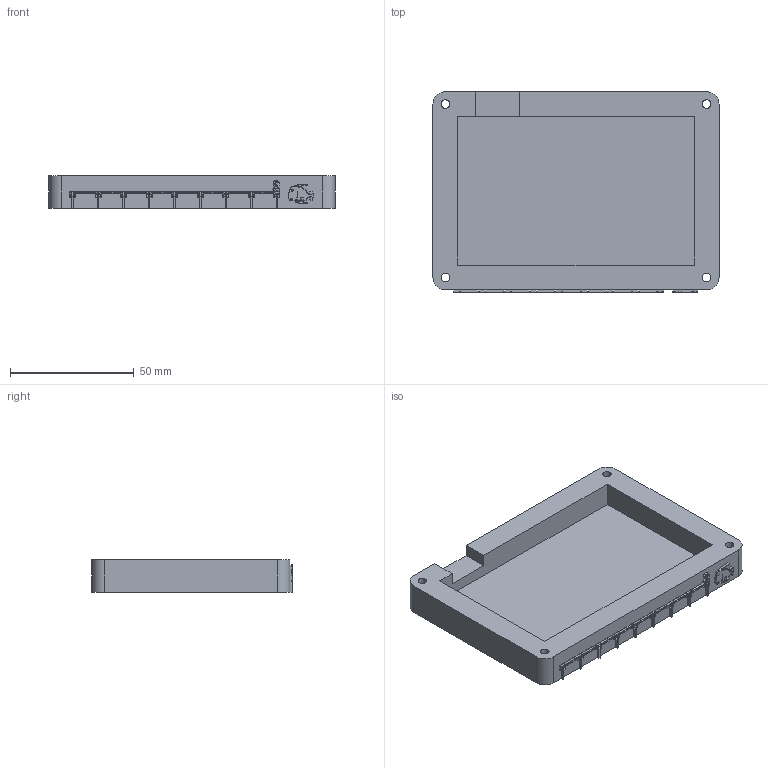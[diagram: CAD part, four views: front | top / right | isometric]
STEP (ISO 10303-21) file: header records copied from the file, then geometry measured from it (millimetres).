
FILE_DESCRIPTION(/* description */ ('','CAx-IF Rec.Pracs.---Representation and Presentation of Product Manufacturing Information (PMI)---4.0---2014-10-13'),/* implementation_level */ '2;1');
FILE_NAME(/* name */ 'base.step',/* time_stamp */ '2025-02-16T00:38:38-07:00',/* author */ (''),/* organization */ (''),/* preprocessor_version */ 'ST-DEVELOPER v20',/* originating_system */ 'Autodesk Translation Framework v13.20.0.188',/* authorisation */ '');
FILE_SCHEMA (('AP242_MANAGED_MODEL_BASED_3D_ENGINEERING_MIM_LF { 1 0 10303 442 1 1 4 }'));
Length unit declared in the file: millimetre
Products named in the file (2): hackpad; YanPad
Assembly tree (1 placements, depth 2):
  hackpad
    YanPad
Bounding box: 115.5 x 81 x 13 mm (x, y, z)
Volume: 61074.2 mm3; surface area: 27975.2 mm2
Topology: 54 solids, 54 shells, 808 faces, 2058 edges, 1354 vertices
Faces by surface type: plane 690, bspline 106, cylinder 12
Full cylindrical faces by diameter (mm): 3.4 x4, 6 x4
Entity records: 25013 total; most frequent: CARTESIAN_POINT 9079, ORIENTED_EDGE 4116, DIRECTION 2262, EDGE_CURVE 2058, VERTEX_POINT 1354, EDGE_LOOP 878, FACE_OUTER_BOUND 808, ADVANCED_FACE 808
